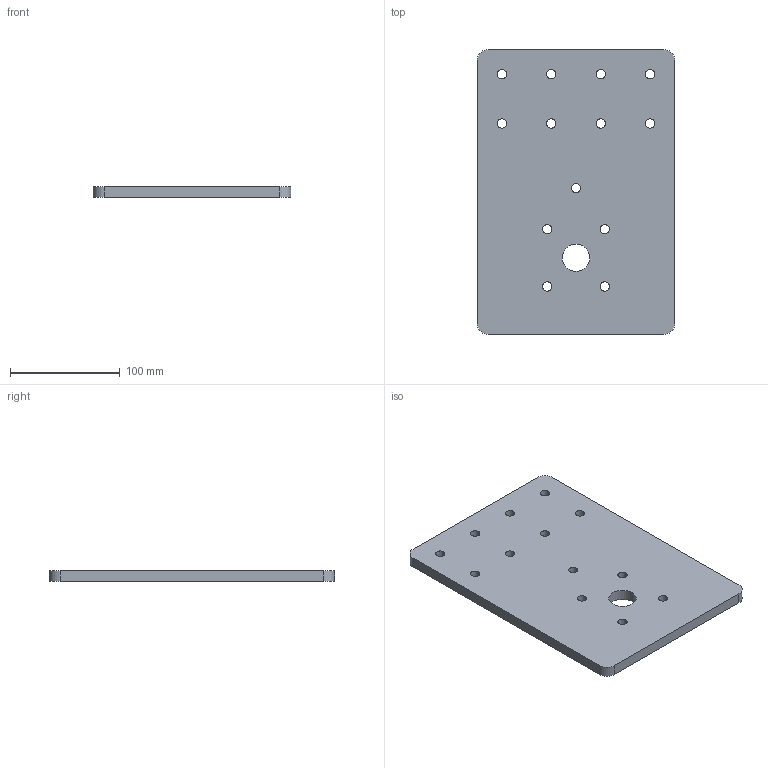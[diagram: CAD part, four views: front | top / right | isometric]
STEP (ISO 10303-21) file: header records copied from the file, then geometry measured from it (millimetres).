
FILE_DESCRIPTION (( 'STEP AP214' ), '1' );
FILE_NAME ('motor_mount.STEP', '2025-02-15T23:17:21', ( '' ), ( '' ), 'SwSTEP 2.0', 'SolidWorks 2025', '' );
FILE_SCHEMA (( 'AUTOMOTIVE_DESIGN' ));
Length unit declared in the file: millimetre
Products named in the file (1): motor_mount
Bounding box: 180 x 260 x 10 mm (x, y, z)
Volume: 454922.4 mm3; surface area: 103853.9 mm2
Topology: 1 solids, 1 shells, 38 faces, 108 edges, 72 vertices
Faces by surface type: cylinder 32, plane 6
Entity records: 1355 total; most frequent: DIRECTION 250, CARTESIAN_POINT 219, ORIENTED_EDGE 216, EDGE_CURVE 108, AXIS2_PLACEMENT_3D 103, VERTEX_POINT 72, EDGE_LOOP 66, CIRCLE 64
